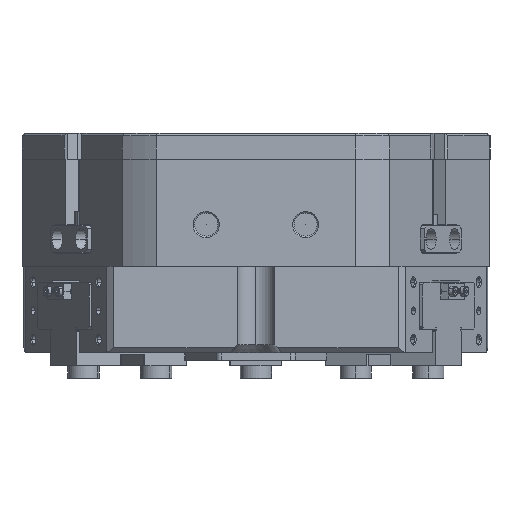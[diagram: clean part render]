
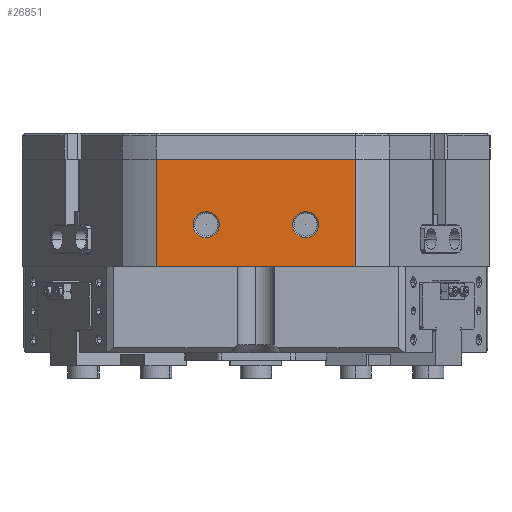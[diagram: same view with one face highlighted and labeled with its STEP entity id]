
A CAD part, left-side view. The second image highlights one B-rep face of the part: STEP entity #26851.
In plain terms, the highlighted planar face has unit normal (-1, 0, 0).
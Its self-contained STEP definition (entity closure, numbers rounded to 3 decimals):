
#56 = CARTESIAN_POINT ( 'NONE',  ( -96.088, 24.932, 187. ) ) ;
#123 = AXIS2_PLACEMENT_3D ( 'NONE', #56, #31443, #35144 ) ;
#133 = DIRECTION ( 'NONE',  ( 1., 0., 0. ) ) ;
#223 = ORIENTED_EDGE ( 'NONE', *, *, #43630, .T. ) ;
#276 = CARTESIAN_POINT ( 'NONE',  ( -96.088, 44.001, 212. ) ) ;
#990 = DIRECTION ( 'NONE',  ( 0., 0., -1. ) ) ;
#2089 = VECTOR ( 'NONE', #20880, 1000. ) ;
#3090 = ORIENTED_EDGE ( 'NONE', *, *, #22319, .F. ) ;
#3519 = CARTESIAN_POINT ( 'NONE',  ( -96.088, -13.068, 187. ) ) ;
#4219 = DIRECTION ( 'NONE',  ( 0., 0., -1. ) ) ;
#4600 = VECTOR ( 'NONE', #39396, 1000. ) ;
#6439 = AXIS2_PLACEMENT_3D ( 'NONE', #3519, #133, #17393 ) ;
#7022 = CARTESIAN_POINT ( 'NONE',  ( -96.088, 44.001, 212. ) ) ;
#7928 = CARTESIAN_POINT ( 'NONE',  ( -96.088, -13.068, 187. ) ) ;
#8470 = EDGE_CURVE ( 'NONE', #18210, #10903, #28574, .T. ) ;
#8552 = VERTEX_POINT ( 'NONE', #28251 ) ;
#8752 = ORIENTED_EDGE ( 'NONE', *, *, #28301, .F. ) ;
#9251 = VERTEX_POINT ( 'NONE', #30105 ) ;
#10408 = LINE ( 'NONE', #7022, #2089 ) ;
#10903 = VERTEX_POINT ( 'NONE', #32501 ) ;
#13219 = FACE_BOUND ( 'NONE', #25093, .T. ) ;
#13233 = CARTESIAN_POINT ( 'NONE',  ( -96.088, 24.932, 187. ) ) ;
#13463 = CARTESIAN_POINT ( 'NONE',  ( -96.088, -13.068, 182. ) ) ;
#13997 = LINE ( 'NONE', #32313, #4600 ) ;
#14435 = DIRECTION ( 'NONE',  ( 0., 0., -1. ) ) ;
#16955 = EDGE_CURVE ( 'NONE', #24901, #9251, #42706, .T. ) ;
#17393 = DIRECTION ( 'NONE',  ( 0., 0., -1. ) ) ;
#17499 = CARTESIAN_POINT ( 'NONE',  ( -96.088, 24.932, 192. ) ) ;
#17788 = CARTESIAN_POINT ( 'NONE',  ( -96.088, -32.137, 171. ) ) ;
#18083 = ORIENTED_EDGE ( 'NONE', *, *, #18631, .F. ) ;
#18210 = VERTEX_POINT ( 'NONE', #17499 ) ;
#18239 = CARTESIAN_POINT ( 'NONE',  ( -96.088, -32.137, 212. ) ) ;
#18631 = EDGE_CURVE ( 'NONE', #22156, #23169, #13997, .T. ) ;
#19219 = FACE_BOUND ( 'NONE', #24769, .T. ) ;
#19514 = CARTESIAN_POINT ( 'NONE',  ( -96.088, 5.932, 212. ) ) ;
#20067 = EDGE_CURVE ( 'NONE', #8552, #32491, #28177, .T. ) ;
#20880 = DIRECTION ( 'NONE',  ( 0., 0., 1. ) ) ;
#22139 = VECTOR ( 'NONE', #29943, 1000. ) ;
#22156 = VERTEX_POINT ( 'NONE', #17788 ) ;
#22319 = EDGE_CURVE ( 'NONE', #8552, #22156, #25874, .T. ) ;
#23169 = VERTEX_POINT ( 'NONE', #26361 ) ;
#23187 = CIRCLE ( 'NONE', #123, 5. ) ;
#24769 = EDGE_LOOP ( 'NONE', ( #223, #43213 ) ) ;
#24901 = VERTEX_POINT ( 'NONE', #13463 ) ;
#25093 = EDGE_LOOP ( 'NONE', ( #45128, #26047 ) ) ;
#25874 = LINE ( 'NONE', #18239, #29157 ) ;
#26047 = ORIENTED_EDGE ( 'NONE', *, *, #44377, .T. ) ;
#26361 = CARTESIAN_POINT ( 'NONE',  ( -96.088, 44.001, 171. ) ) ;
#26432 = AXIS2_PLACEMENT_3D ( 'NONE', #27364, #40970, #27060 ) ;
#26851 = ADVANCED_FACE ( 'NONE', ( #19219, #13219, #41827 ), #30451, .F. ) ;
#27060 = DIRECTION ( 'NONE',  ( 0., 0., -1. ) ) ;
#27364 = CARTESIAN_POINT ( 'NONE',  ( -96.088, -54.068, 231.198 ) ) ;
#27560 = EDGE_LOOP ( 'NONE', ( #45456, #8752, #18083, #3090 ) ) ;
#28177 = LINE ( 'NONE', #19514, #22139 ) ;
#28251 = CARTESIAN_POINT ( 'NONE',  ( -96.088, -32.137, 212. ) ) ;
#28301 = EDGE_CURVE ( 'NONE', #23169, #32491, #10408, .T. ) ;
#28574 = CIRCLE ( 'NONE', #32693, 5. ) ;
#29157 = VECTOR ( 'NONE', #4219, 1000. ) ;
#29943 = DIRECTION ( 'NONE',  ( 0., 1., 0. ) ) ;
#30105 = CARTESIAN_POINT ( 'NONE',  ( -96.088, -13.068, 192. ) ) ;
#30451 = PLANE ( 'NONE',  #26432 ) ;
#30865 = DIRECTION ( 'NONE',  ( 1., 0., 0. ) ) ;
#31443 = DIRECTION ( 'NONE',  ( 1., 0., 0. ) ) ;
#32313 = CARTESIAN_POINT ( 'NONE',  ( -96.088, -54.068, 171. ) ) ;
#32491 = VERTEX_POINT ( 'NONE', #276 ) ;
#32501 = CARTESIAN_POINT ( 'NONE',  ( -96.088, 24.932, 182. ) ) ;
#32693 = AXIS2_PLACEMENT_3D ( 'NONE', #13233, #30865, #14435 ) ;
#34023 = AXIS2_PLACEMENT_3D ( 'NONE', #7928, #35914, #990 ) ;
#35144 = DIRECTION ( 'NONE',  ( 0., 0., -1. ) ) ;
#35914 = DIRECTION ( 'NONE',  ( 1., 0., 0. ) ) ;
#39396 = DIRECTION ( 'NONE',  ( 0., 1., 0. ) ) ;
#40970 = DIRECTION ( 'NONE',  ( 1., 0., 0. ) ) ;
#41467 = CIRCLE ( 'NONE', #34023, 5. ) ;
#41827 = FACE_OUTER_BOUND ( 'NONE', #27560, .T. ) ;
#42706 = CIRCLE ( 'NONE', #6439, 5. ) ;
#43213 = ORIENTED_EDGE ( 'NONE', *, *, #16955, .T. ) ;
#43630 = EDGE_CURVE ( 'NONE', #9251, #24901, #41467, .T. ) ;
#44377 = EDGE_CURVE ( 'NONE', #10903, #18210, #23187, .T. ) ;
#45128 = ORIENTED_EDGE ( 'NONE', *, *, #8470, .T. ) ;
#45456 = ORIENTED_EDGE ( 'NONE', *, *, #20067, .T. ) ;
